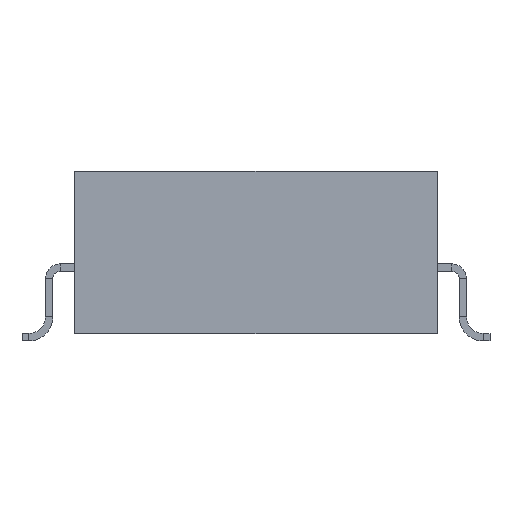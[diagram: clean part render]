
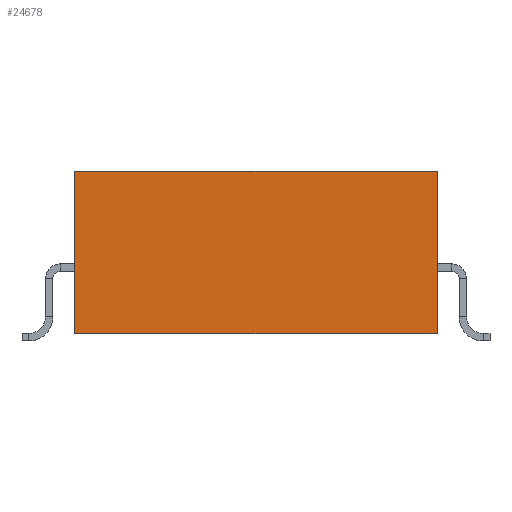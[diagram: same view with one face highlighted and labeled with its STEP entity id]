
A CAD part, front view. The second image highlights one B-rep face of the part: STEP entity #24678.
In plain terms, the highlighted planar face has unit normal (0, -1, 0).
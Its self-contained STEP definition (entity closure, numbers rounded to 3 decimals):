
#2205 = EDGE_CURVE ( 'NONE', #2665, #12729, #11582, .T. ) ;
#2665 = VERTEX_POINT ( 'NONE', #12027 ) ;
#3027 = CARTESIAN_POINT ( 'NONE',  ( 6.1, -6.85, -2.735 ) ) ;
#3730 = CARTESIAN_POINT ( 'NONE',  ( 6.1, -6.85, 2.735 ) ) ;
#4267 = CARTESIAN_POINT ( 'NONE',  ( -6.1, -6.85, -2.735 ) ) ;
#4637 = LINE ( 'NONE', #6549, #10475 ) ;
#5551 = PLANE ( 'NONE',  #15830 ) ;
#6259 = DIRECTION ( 'NONE',  ( 0., 0., -1. ) ) ;
#6549 = CARTESIAN_POINT ( 'NONE',  ( 6.1, -6.85, 2.735 ) ) ;
#7349 = DIRECTION ( 'NONE',  ( 0., 0., -1. ) ) ;
#7980 = ORIENTED_EDGE ( 'NONE', *, *, #8566, .T. ) ;
#8566 = EDGE_CURVE ( 'NONE', #20767, #18930, #17747, .T. ) ;
#9310 = CARTESIAN_POINT ( 'NONE',  ( 6.1, -6.85, -2.735 ) ) ;
#9573 = VECTOR ( 'NONE', #6259, 1000. ) ;
#10148 = CARTESIAN_POINT ( 'NONE',  ( -6.1, -6.85, 2.735 ) ) ;
#10386 = CARTESIAN_POINT ( 'NONE',  ( -6.1, -6.85, 2.735 ) ) ;
#10475 = VECTOR ( 'NONE', #12504, 1000. ) ;
#11210 = DIRECTION ( 'NONE',  ( 1., 0., 0. ) ) ;
#11582 = LINE ( 'NONE', #23615, #19624 ) ;
#11607 = DIRECTION ( 'NONE',  ( 0., 0., -1. ) ) ;
#12027 = CARTESIAN_POINT ( 'NONE',  ( 6.1, -6.85, 2.735 ) ) ;
#12504 = DIRECTION ( 'NONE',  ( 1., 0., 0. ) ) ;
#12568 = ORIENTED_EDGE ( 'NONE', *, *, #21625, .T. ) ;
#12729 = VERTEX_POINT ( 'NONE', #3027 ) ;
#13222 = ORIENTED_EDGE ( 'NONE', *, *, #2205, .F. ) ;
#15768 = VECTOR ( 'NONE', #11210, 1000. ) ;
#15830 = AXIS2_PLACEMENT_3D ( 'NONE', #3730, #23115, #11607 ) ;
#16495 = EDGE_LOOP ( 'NONE', ( #12568, #13222, #20815, #7980 ) ) ;
#17747 = LINE ( 'NONE', #10386, #9573 ) ;
#18930 = VERTEX_POINT ( 'NONE', #4267 ) ;
#19093 = FACE_OUTER_BOUND ( 'NONE', #16495, .T. ) ;
#19624 = VECTOR ( 'NONE', #7349, 1000. ) ;
#20767 = VERTEX_POINT ( 'NONE', #10148 ) ;
#20815 = ORIENTED_EDGE ( 'NONE', *, *, #24744, .F. ) ;
#21625 = EDGE_CURVE ( 'NONE', #18930, #12729, #24804, .T. ) ;
#23115 = DIRECTION ( 'NONE',  ( 0., 1., 0. ) ) ;
#23615 = CARTESIAN_POINT ( 'NONE',  ( 6.1, -6.85, 2.735 ) ) ;
#24678 = ADVANCED_FACE ( 'NONE', ( #19093 ), #5551, .F. ) ;
#24744 = EDGE_CURVE ( 'NONE', #20767, #2665, #4637, .T. ) ;
#24804 = LINE ( 'NONE', #9310, #15768 ) ;
